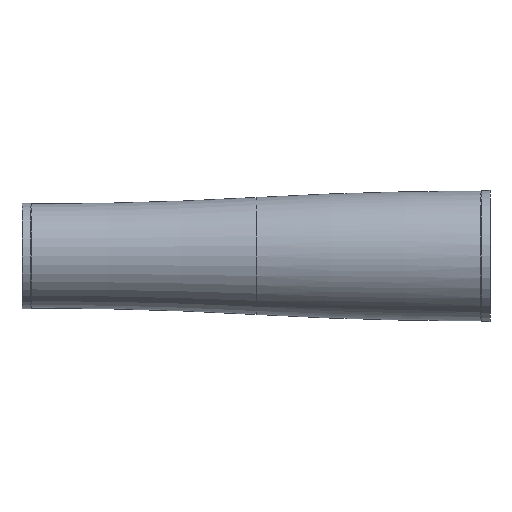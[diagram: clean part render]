
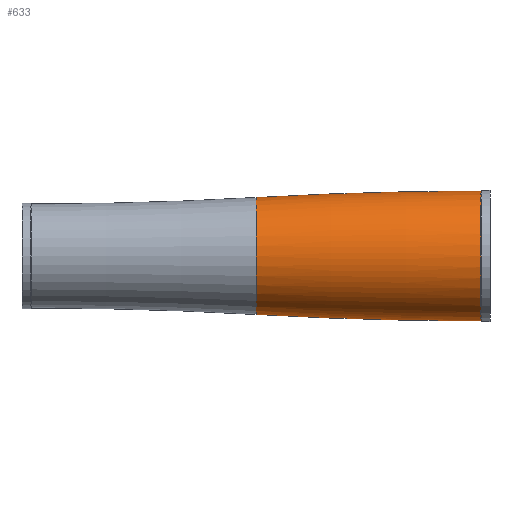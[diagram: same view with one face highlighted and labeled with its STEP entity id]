
A CAD part, front view. The second image highlights one B-rep face of the part: STEP entity #633.
In plain terms, the highlighted toroidal (fillet/blend) face has major radius 1649.26 mm and minor radius 1677.01 mm.
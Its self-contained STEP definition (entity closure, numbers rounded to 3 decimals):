
#23 = CARTESIAN_POINT ( 'NONE',  ( -100., 0., 0. ) ) ;
#49 = DIRECTION ( 'NONE',  ( 1., 0., 0. ) ) ;
#60 = ORIENTED_EDGE ( 'NONE', *, *, #491, .T. ) ;
#82 = AXIS2_PLACEMENT_3D ( 'NONE', #745, #741, #737 ) ;
#88 = CARTESIAN_POINT ( 'NONE',  ( -4., 0., 0. ) ) ;
#90 = DIRECTION ( 'NONE',  ( 1., 0., 0. ) ) ;
#104 = DIRECTION ( 'NONE',  ( 0., 0., -1. ) ) ;
#106 = DIRECTION ( 'NONE',  ( 1., 0., 0. ) ) ;
#112 = ORIENTED_EDGE ( 'NONE', *, *, #967, .F. ) ;
#115 = CARTESIAN_POINT ( 'NONE',  ( -4., 0., 0. ) ) ;
#137 = DIRECTION ( 'NONE',  ( 0., 0., -1. ) ) ;
#168 = AXIS2_PLACEMENT_3D ( 'NONE', #88, #90, #104 ) ;
#202 = AXIS2_PLACEMENT_3D ( 'NONE', #23, #49, #1016 ) ;
#242 = CIRCLE ( 'NONE', #82, 1677.011 ) ;
#249 = VERTEX_POINT ( 'NONE', #1001 ) ;
#303 = VERTEX_POINT ( 'NONE', #771 ) ;
#350 = TOROIDAL_SURFACE ( 'NONE', #974, -1649.261, 1677.011 ) ;
#422 = ORIENTED_EDGE ( 'NONE', *, *, #611, .T. ) ;
#460 = FACE_OUTER_BOUND ( 'NONE', #790, .T. ) ;
#483 = DIRECTION ( 'NONE',  ( 0., 0., 1. ) ) ;
#488 = DIRECTION ( 'NONE',  ( 0., 1., 0. ) ) ;
#491 = EDGE_CURVE ( 'NONE', #716, #902, #242, .T. ) ;
#493 = CARTESIAN_POINT ( 'NONE',  ( -4., 0., -1649.261 ) ) ;
#526 = CARTESIAN_POINT ( 'NONE',  ( -100., 0., -25. ) ) ;
#547 = CIRCLE ( 'NONE', #168, 27.75 ) ;
#611 = EDGE_CURVE ( 'NONE', #303, #716, #896, .T. ) ;
#614 = CIRCLE ( 'NONE', #843, 1677.011 ) ;
#627 = EDGE_CURVE ( 'NONE', #249, #902, #547, .T. ) ;
#633 = ADVANCED_FACE ( 'NONE', ( #460 ), #350, .T. ) ;
#686 = ORIENTED_EDGE ( 'NONE', *, *, #627, .F. ) ;
#716 = VERTEX_POINT ( 'NONE', #526 ) ;
#737 = DIRECTION ( 'NONE',  ( 0., 0., -1. ) ) ;
#740 = CARTESIAN_POINT ( 'NONE',  ( -4., 0., -27.75 ) ) ;
#741 = DIRECTION ( 'NONE',  ( 0., -1., 0. ) ) ;
#745 = CARTESIAN_POINT ( 'NONE',  ( -4., 0., 1649.261 ) ) ;
#771 = CARTESIAN_POINT ( 'NONE',  ( -100., 0., 25. ) ) ;
#790 = EDGE_LOOP ( 'NONE', ( #112, #422, #60, #686 ) ) ;
#843 = AXIS2_PLACEMENT_3D ( 'NONE', #493, #488, #483 ) ;
#896 = CIRCLE ( 'NONE', #202, 25. ) ;
#902 = VERTEX_POINT ( 'NONE', #740 ) ;
#967 = EDGE_CURVE ( 'NONE', #303, #249, #614, .T. ) ;
#974 = AXIS2_PLACEMENT_3D ( 'NONE', #115, #106, #137 ) ;
#1001 = CARTESIAN_POINT ( 'NONE',  ( -4., 0., 27.75 ) ) ;
#1016 = DIRECTION ( 'NONE',  ( 0., 0., -1. ) ) ;
